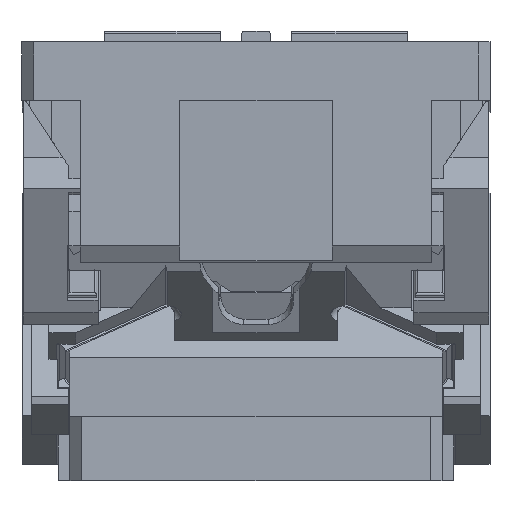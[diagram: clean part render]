
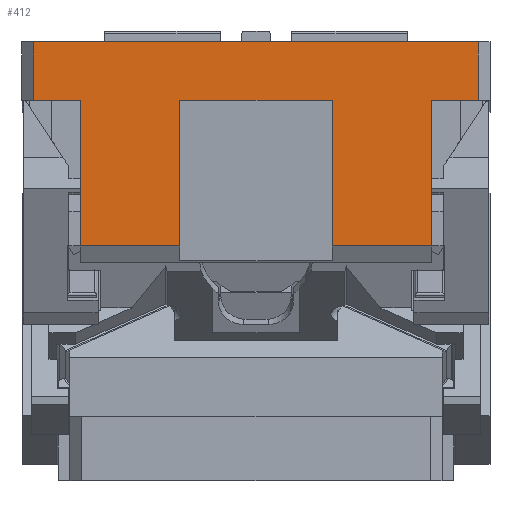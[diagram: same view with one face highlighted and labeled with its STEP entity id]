
A CAD part, left-side view. The second image highlights one B-rep face of the part: STEP entity #412.
In plain terms, the highlighted planar face has unit normal (-1, 0, 0).
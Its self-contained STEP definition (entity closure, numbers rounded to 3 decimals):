
#260=CARTESIAN_POINT('Vertex',(-390.,-190.,185.)) ;
#263=CARTESIAN_POINT('Line Origine',(-390.,-170.,185.)) ;
#267=CARTESIAN_POINT('Vertex',(-390.,-150.,185.)) ;
#318=CARTESIAN_POINT('Axis2P3D Location',(-390.,-200.,185.)) ;
#323=CARTESIAN_POINT('Line Origine',(-390.,65.,122.774)) ;
#327=CARTESIAN_POINT('Vertex',(-390.,65.,185.)) ;
#329=CARTESIAN_POINT('Vertex',(-390.,65.,60.549)) ;
#332=CARTESIAN_POINT('Line Origine',(-390.,0.,185.)) ;
#336=CARTESIAN_POINT('Vertex',(-390.,-65.,185.)) ;
#339=CARTESIAN_POINT('Line Origine',(-390.,-65.,122.774)) ;
#343=CARTESIAN_POINT('Vertex',(-390.,-65.,60.549)) ;
#346=CARTESIAN_POINT('Line Origine',(-390.,-107.5,60.549)) ;
#350=CARTESIAN_POINT('Vertex',(-390.,-150.,60.549)) ;
#353=CARTESIAN_POINT('Line Origine',(-390.,-150.,122.774)) ;
#358=CARTESIAN_POINT('Line Origine',(-390.,-190.,210.)) ;
#362=CARTESIAN_POINT('Vertex',(-390.,-190.,235.)) ;
#365=CARTESIAN_POINT('Line Origine',(-390.,0.,235.)) ;
#369=CARTESIAN_POINT('Vertex',(-390.,190.,235.)) ;
#372=CARTESIAN_POINT('Line Origine',(-390.,190.,210.)) ;
#376=CARTESIAN_POINT('Vertex',(-390.,190.,185.)) ;
#379=CARTESIAN_POINT('Line Origine',(-390.,170.,185.)) ;
#383=CARTESIAN_POINT('Vertex',(-390.,150.,185.)) ;
#386=CARTESIAN_POINT('Line Origine',(-390.,150.,122.774)) ;
#390=CARTESIAN_POINT('Vertex',(-390.,150.,60.549)) ;
#393=CARTESIAN_POINT('Line Origine',(-390.,107.5,60.549)) ;
#264=DIRECTION('Vector Direction',(0.,-1.,0.)) ;
#319=DIRECTION('Axis2P3D Direction',(1.,0.,0.)) ;
#320=DIRECTION('Axis2P3D XDirection',(0.,1.,0.)) ;
#324=DIRECTION('Vector Direction',(0.,0.,-1.)) ;
#333=DIRECTION('Vector Direction',(0.,1.,0.)) ;
#340=DIRECTION('Vector Direction',(0.,0.,-1.)) ;
#347=DIRECTION('Vector Direction',(0.,1.,0.)) ;
#354=DIRECTION('Vector Direction',(0.,0.,-1.)) ;
#359=DIRECTION('Vector Direction',(0.,0.,1.)) ;
#366=DIRECTION('Vector Direction',(0.,1.,0.)) ;
#373=DIRECTION('Vector Direction',(0.,0.,-1.)) ;
#380=DIRECTION('Vector Direction',(0.,-1.,0.)) ;
#387=DIRECTION('Vector Direction',(0.,0.,-1.)) ;
#394=DIRECTION('Vector Direction',(0.,1.,0.)) ;
#321=AXIS2_PLACEMENT_3D('Plane Axis2P3D',#318,#319,#320) ;
#399=ORIENTED_EDGE('',*,*,#331,.F.) ;
#400=ORIENTED_EDGE('',*,*,#338,.F.) ;
#401=ORIENTED_EDGE('',*,*,#345,.T.) ;
#402=ORIENTED_EDGE('',*,*,#352,.T.) ;
#403=ORIENTED_EDGE('',*,*,#357,.F.) ;
#404=ORIENTED_EDGE('',*,*,#269,.F.) ;
#405=ORIENTED_EDGE('',*,*,#364,.T.) ;
#406=ORIENTED_EDGE('',*,*,#371,.T.) ;
#407=ORIENTED_EDGE('',*,*,#378,.T.) ;
#408=ORIENTED_EDGE('',*,*,#385,.F.) ;
#409=ORIENTED_EDGE('',*,*,#392,.T.) ;
#410=ORIENTED_EDGE('',*,*,#397,.T.) ;
#265=VECTOR('Line Direction',#264,1.) ;
#325=VECTOR('Line Direction',#324,1.) ;
#334=VECTOR('Line Direction',#333,1.) ;
#341=VECTOR('Line Direction',#340,1.) ;
#348=VECTOR('Line Direction',#347,1.) ;
#355=VECTOR('Line Direction',#354,1.) ;
#360=VECTOR('Line Direction',#359,1.) ;
#367=VECTOR('Line Direction',#366,1.) ;
#374=VECTOR('Line Direction',#373,1.) ;
#381=VECTOR('Line Direction',#380,1.) ;
#388=VECTOR('Line Direction',#387,1.) ;
#395=VECTOR('Line Direction',#394,1.) ;
#412=ADVANCED_FACE('CAM HOLDER',(#411),#322,.F.) ;
#269=EDGE_CURVE('',#261,#268,#266,.F.) ;
#331=EDGE_CURVE('',#328,#330,#326,.T.) ;
#338=EDGE_CURVE('',#337,#328,#335,.T.) ;
#345=EDGE_CURVE('',#337,#344,#342,.T.) ;
#352=EDGE_CURVE('',#344,#351,#349,.F.) ;
#357=EDGE_CURVE('',#268,#351,#356,.T.) ;
#364=EDGE_CURVE('',#261,#363,#361,.T.) ;
#371=EDGE_CURVE('',#363,#370,#368,.T.) ;
#378=EDGE_CURVE('',#370,#377,#375,.T.) ;
#385=EDGE_CURVE('',#384,#377,#382,.F.) ;
#392=EDGE_CURVE('',#384,#391,#389,.T.) ;
#397=EDGE_CURVE('',#391,#330,#396,.F.) ;
#398=EDGE_LOOP('',(#399,#400,#401,#402,#403,#404,#405,#406,#407,#408,#409,#410)) ;
#411=FACE_OUTER_BOUND('',#398,.T.) ;
#266=LINE('Line',#263,#265) ;
#326=LINE('Line',#323,#325) ;
#335=LINE('Line',#332,#334) ;
#342=LINE('Line',#339,#341) ;
#349=LINE('Line',#346,#348) ;
#356=LINE('Line',#353,#355) ;
#361=LINE('Line',#358,#360) ;
#368=LINE('Line',#365,#367) ;
#375=LINE('Line',#372,#374) ;
#382=LINE('Line',#379,#381) ;
#389=LINE('Line',#386,#388) ;
#396=LINE('Line',#393,#395) ;
#322=PLANE('Plane',#321) ;
#261=VERTEX_POINT('',#260) ;
#268=VERTEX_POINT('',#267) ;
#328=VERTEX_POINT('',#327) ;
#330=VERTEX_POINT('',#329) ;
#337=VERTEX_POINT('',#336) ;
#344=VERTEX_POINT('',#343) ;
#351=VERTEX_POINT('',#350) ;
#363=VERTEX_POINT('',#362) ;
#370=VERTEX_POINT('',#369) ;
#377=VERTEX_POINT('',#376) ;
#384=VERTEX_POINT('',#383) ;
#391=VERTEX_POINT('',#390) ;
